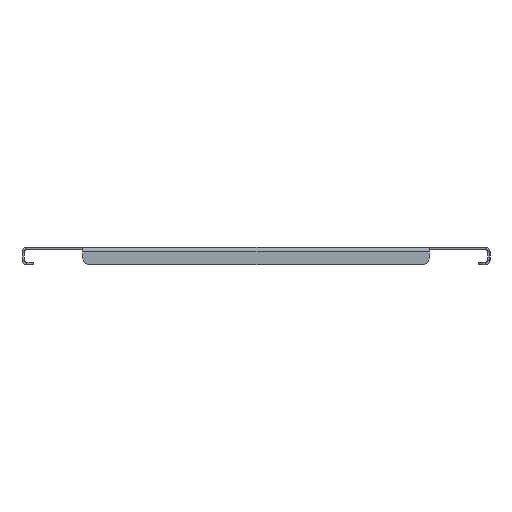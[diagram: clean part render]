
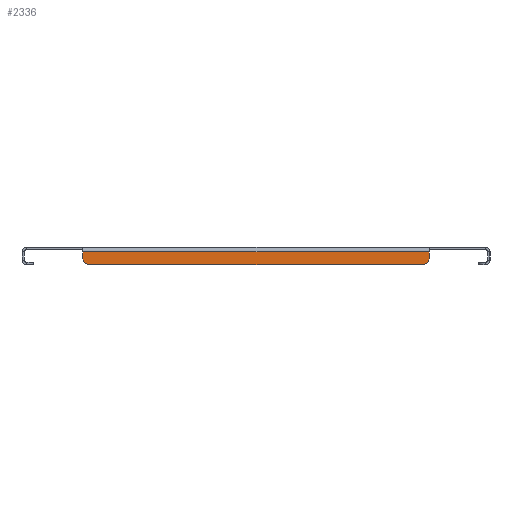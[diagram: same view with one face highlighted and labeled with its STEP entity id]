
A CAD part, left-side view. The second image highlights one B-rep face of the part: STEP entity #2336.
In plain terms, the highlighted planar face has unit normal (-1, 0, 0).
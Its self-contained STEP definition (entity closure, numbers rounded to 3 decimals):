
#22 = DIRECTION ( 'NONE',  ( 0., 0., -1. ) ) ;
#42 = EDGE_CURVE ( 'NONE', #2058, #2587, #443, .T. ) ;
#51 = EDGE_LOOP ( 'NONE', ( #1760, #2302, #2862, #1547, #366, #1441 ) ) ;
#170 = FACE_OUTER_BOUND ( 'NONE', #51, .T. ) ;
#236 = CARTESIAN_POINT ( 'NONE',  ( -399.5, 148., -4. ) ) ;
#309 = VECTOR ( 'NONE', #906, 1000. ) ;
#318 = AXIS2_PLACEMENT_3D ( 'NONE', #572, #2425, #1493 ) ;
#334 = CIRCLE ( 'NONE', #2070, 6. ) ;
#366 = ORIENTED_EDGE ( 'NONE', *, *, #566, .T. ) ;
#443 = LINE ( 'NONE', #1174, #1915 ) ;
#465 = VERTEX_POINT ( 'NONE', #236 ) ;
#566 = EDGE_CURVE ( 'NONE', #465, #2778, #1918, .T. ) ;
#572 = CARTESIAN_POINT ( 'NONE',  ( -399.5, 142., -9. ) ) ;
#627 = PLANE ( 'NONE',  #2767 ) ;
#636 = CARTESIAN_POINT ( 'NONE',  ( -399.5, -148., -4. ) ) ;
#643 = DIRECTION ( 'NONE',  ( 1., 0., 0. ) ) ;
#773 = VERTEX_POINT ( 'NONE', #1515 ) ;
#790 = VECTOR ( 'NONE', #1080, 1000. ) ;
#906 = DIRECTION ( 'NONE',  ( 0., -1., 0. ) ) ;
#1080 = DIRECTION ( 'NONE',  ( 0., 1., 0. ) ) ;
#1132 = CARTESIAN_POINT ( 'NONE',  ( -399.5, 148., -9. ) ) ;
#1174 = CARTESIAN_POINT ( 'NONE',  ( -399.5, -148., -15. ) ) ;
#1180 = CARTESIAN_POINT ( 'NONE',  ( -399.5, -142., -9. ) ) ;
#1441 = ORIENTED_EDGE ( 'NONE', *, *, #1884, .T. ) ;
#1493 = DIRECTION ( 'NONE',  ( 0., 0., -1. ) ) ;
#1515 = CARTESIAN_POINT ( 'NONE',  ( -399.5, 142., -15. ) ) ;
#1521 = DIRECTION ( 'NONE',  ( 0., 0., -1. ) ) ;
#1547 = ORIENTED_EDGE ( 'NONE', *, *, #2635, .F. ) ;
#1583 = CIRCLE ( 'NONE', #318, 6. ) ;
#1657 = CARTESIAN_POINT ( 'NONE',  ( -399.5, -148., -9. ) ) ;
#1760 = ORIENTED_EDGE ( 'NONE', *, *, #2332, .F. ) ;
#1803 = CARTESIAN_POINT ( 'NONE',  ( -399.5, -200., -4. ) ) ;
#1824 = VERTEX_POINT ( 'NONE', #2156 ) ;
#1884 = EDGE_CURVE ( 'NONE', #2778, #773, #1583, .T. ) ;
#1899 = DIRECTION ( 'NONE',  ( -1., 0., 0. ) ) ;
#1915 = VECTOR ( 'NONE', #2548, 1000. ) ;
#1918 = LINE ( 'NONE', #2324, #2120 ) ;
#1960 = LINE ( 'NONE', #2925, #790 ) ;
#2058 = VERTEX_POINT ( 'NONE', #1657 ) ;
#2070 = AXIS2_PLACEMENT_3D ( 'NONE', #1180, #1899, #22 ) ;
#2120 = VECTOR ( 'NONE', #2141, 1000. ) ;
#2141 = DIRECTION ( 'NONE',  ( 0., 0., -1. ) ) ;
#2156 = CARTESIAN_POINT ( 'NONE',  ( -399.5, -142., -15. ) ) ;
#2302 = ORIENTED_EDGE ( 'NONE', *, *, #2888, .T. ) ;
#2324 = CARTESIAN_POINT ( 'NONE',  ( -399.5, 148., -15. ) ) ;
#2332 = EDGE_CURVE ( 'NONE', #1824, #773, #1960, .T. ) ;
#2336 = ADVANCED_FACE ( 'NONE', ( #170 ), #627, .F. ) ;
#2425 = DIRECTION ( 'NONE',  ( -1., 0., 0. ) ) ;
#2548 = DIRECTION ( 'NONE',  ( 0., 0., 1. ) ) ;
#2587 = VERTEX_POINT ( 'NONE', #636 ) ;
#2635 = EDGE_CURVE ( 'NONE', #465, #2587, #2950, .T. ) ;
#2669 = CARTESIAN_POINT ( 'NONE',  ( -399.5, 0., 0. ) ) ;
#2767 = AXIS2_PLACEMENT_3D ( 'NONE', #2669, #643, #1521 ) ;
#2778 = VERTEX_POINT ( 'NONE', #1132 ) ;
#2862 = ORIENTED_EDGE ( 'NONE', *, *, #42, .T. ) ;
#2888 = EDGE_CURVE ( 'NONE', #1824, #2058, #334, .T. ) ;
#2925 = CARTESIAN_POINT ( 'NONE',  ( -399.5, -200., -15. ) ) ;
#2950 = LINE ( 'NONE', #1803, #309 ) ;
